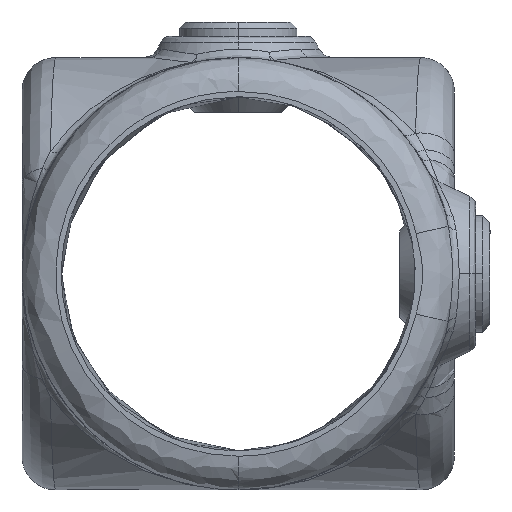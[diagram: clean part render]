
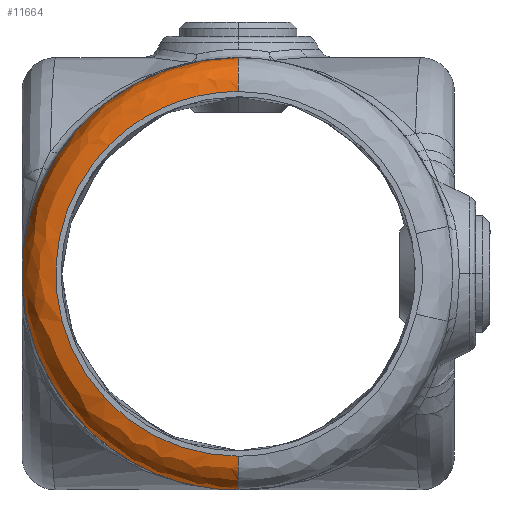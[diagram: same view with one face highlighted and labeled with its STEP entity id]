
A CAD part, left-side view. The second image highlights one B-rep face of the part: STEP entity #11664.
In plain terms, the highlighted free-form (B-spline) face has degree [3, 3] with [4, 4] control points.
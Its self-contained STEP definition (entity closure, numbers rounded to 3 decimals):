
#157 = CARTESIAN_POINT ( 'NONE',  ( -73.776, 60.653, 30.326 ) ) ;
#221 = VERTEX_POINT ( 'NONE', #309 ) ;
#309 = CARTESIAN_POINT ( 'NONE',  ( -79., 0., -25.6 ) ) ;
#478 = ORIENTED_EDGE ( 'NONE', *, *, #18886, .T. ) ;
#1557 = CARTESIAN_POINT ( 'NONE',  ( -77.005, 61.301, 30.65 ) ) ;
#2412 =( BOUNDED_CURVE ( )  B_SPLINE_CURVE ( 3, ( #19201, #19395, #11705, #4129 ),
 .UNSPECIFIED., .F., .F. ) 
 B_SPLINE_CURVE_WITH_KNOTS ( ( 4, 4 ),
 ( 0., 1.571 ),
 .UNSPECIFIED. ) 
 CURVE ( )  GEOMETRIC_REPRESENTATION_ITEM ( )  RATIONAL_B_SPLINE_CURVE ( ( 0.957, 0.77, 0.77, 0.957 ) ) 
 REPRESENTATION_ITEM ( '' )  );
#3227 = CARTESIAN_POINT ( 'NONE',  ( -79.3, 0., -28.355 ) ) ;
#3685 = VERTEX_POINT ( 'NONE', #10051 ) ;
#3729 = CARTESIAN_POINT ( 'NONE',  ( -74.25, 60.7, 30.35 ) ) ;
#3953 = CARTESIAN_POINT ( 'NONE',  ( -79., 0., -28.382 ) ) ;
#4083 = CARTESIAN_POINT ( 'NONE',  ( -74.25, 0., -30.35 ) ) ;
#4096 = EDGE_CURVE ( 'NONE', #221, #16298, #18462, .T. ) ;
#4129 = CARTESIAN_POINT ( 'NONE',  ( -79., 0., 25.6 ) ) ;
#5492 =( BOUNDED_SURFACE ( )  B_SPLINE_SURFACE ( 3, 3, ( 
 ( #9313, #15567, #157, #10870 ),
 ( #15497, #14097, #1557, #7642 ),
 ( #3227, #12275, #17033, #18565 ),
 ( #10939, #12887, #18771, #11210 ) ),
 .UNSPECIFIED., .F., .F., .T. ) 
 B_SPLINE_SURFACE_WITH_KNOTS ( ( 4, 4 ),
 ( 4, 4 ),
 ( 0., 1. ),
 ( 0., 1. ),
 .UNSPECIFIED. ) 
 GEOMETRIC_REPRESENTATION_ITEM ( )  RATIONAL_B_SPLINE_SURFACE ( (
 ( 1., 0.333, 0.333, 1.),
 ( 0.755, 0.252, 0.252, 0.755),
 ( 0.755, 0.252, 0.252, 0.755),
 ( 1., 0.333, 0.333, 1.) ) ) 
 REPRESENTATION_ITEM ( '' )  SURFACE ( )  );
#6060 = CARTESIAN_POINT ( 'NONE',  ( -79., 51.2, 25.6 ) ) ;
#7642 = CARTESIAN_POINT ( 'NONE',  ( -77.005, 0., 30.65 ) ) ;
#8448 = CARTESIAN_POINT ( 'NONE',  ( -74.25, 0., 30.35 ) ) ;
#8562 = FACE_OUTER_BOUND ( 'NONE', #10475, .T. ) ;
#8868 = CARTESIAN_POINT ( 'NONE',  ( -74.25, 0., -30.35 ) ) ;
#9313 = CARTESIAN_POINT ( 'NONE',  ( -73.776, 0., -30.326 ) ) ;
#9922 =( BOUNDED_CURVE ( )  B_SPLINE_CURVE ( 3, ( #14743, #3953, #13135, #4083 ),
 .UNSPECIFIED., .F., .F. ) 
 B_SPLINE_CURVE_WITH_KNOTS ( ( 4, 4 ),
 ( 0., 1.571 ),
 .UNSPECIFIED. ) 
 CURVE ( )  GEOMETRIC_REPRESENTATION_ITEM ( )  RATIONAL_B_SPLINE_CURVE ( ( 0.957, 0.77, 0.77, 0.957 ) ) 
 REPRESENTATION_ITEM ( '' )  );
#10003 = CARTESIAN_POINT ( 'NONE',  ( -74.25, 0., -30.35 ) ) ;
#10051 = CARTESIAN_POINT ( 'NONE',  ( -74.25, 0., 30.35 ) ) ;
#10475 = EDGE_LOOP ( 'NONE', ( #478, #18833, #17518, #13584 ) ) ;
#10725 = EDGE_CURVE ( 'NONE', #221, #14096, #9922, .T. ) ;
#10870 = CARTESIAN_POINT ( 'NONE',  ( -73.776, 0., 30.326 ) ) ;
#10939 = CARTESIAN_POINT ( 'NONE',  ( -78.976, 0., -25.126 ) ) ;
#11210 = CARTESIAN_POINT ( 'NONE',  ( -78.976, 0., 25.126 ) ) ;
#11291 = CARTESIAN_POINT ( 'NONE',  ( -74.25, 60.7, -30.35 ) ) ;
#11664 = ADVANCED_FACE ( 'NONE', ( #8562 ), #5492, .T. ) ;
#11705 = CARTESIAN_POINT ( 'NONE',  ( -79., 0., 28.382 ) ) ;
#12275 = CARTESIAN_POINT ( 'NONE',  ( -79.3, 56.711, -28.355 ) ) ;
#12887 = CARTESIAN_POINT ( 'NONE',  ( -78.976, 50.252, -25.126 ) ) ;
#13135 = CARTESIAN_POINT ( 'NONE',  ( -77.032, 0., -30.35 ) ) ;
#13584 = ORIENTED_EDGE ( 'NONE', *, *, #18645, .F. ) ;
#14096 = VERTEX_POINT ( 'NONE', #8868 ) ;
#14097 = CARTESIAN_POINT ( 'NONE',  ( -77.005, 61.301, -30.65 ) ) ;
#14743 = CARTESIAN_POINT ( 'NONE',  ( -79., 0., -25.6 ) ) ;
#15256 = CARTESIAN_POINT ( 'NONE',  ( -79., 51.2, -25.6 ) ) ;
#15497 = CARTESIAN_POINT ( 'NONE',  ( -77.005, 0., -30.65 ) ) ;
#15567 = CARTESIAN_POINT ( 'NONE',  ( -73.776, 60.653, -30.326 ) ) ;
#16298 = VERTEX_POINT ( 'NONE', #19224 ) ;
#16804 = CARTESIAN_POINT ( 'NONE',  ( -79., 0., 25.6 ) ) ;
#16912 =( BOUNDED_CURVE ( )  B_SPLINE_CURVE ( 3, ( #8448, #3729, #11291, #10003 ),
 .UNSPECIFIED., .F., .F. ) 
 B_SPLINE_CURVE_WITH_KNOTS ( ( 4, 4 ),
 ( 0., 3.142 ),
 .UNSPECIFIED. ) 
 CURVE ( )  GEOMETRIC_REPRESENTATION_ITEM ( )  RATIONAL_B_SPLINE_CURVE ( ( 0.957, 0.319, 0.319, 0.957 ) ) 
 REPRESENTATION_ITEM ( '' )  );
#16997 = CARTESIAN_POINT ( 'NONE',  ( -79., 0., -25.6 ) ) ;
#17033 = CARTESIAN_POINT ( 'NONE',  ( -79.3, 56.711, 28.355 ) ) ;
#17518 = ORIENTED_EDGE ( 'NONE', *, *, #4096, .T. ) ;
#18462 =( BOUNDED_CURVE ( )  B_SPLINE_CURVE ( 3, ( #16997, #15256, #6060, #16804 ),
 .UNSPECIFIED., .F., .F. ) 
 B_SPLINE_CURVE_WITH_KNOTS ( ( 4, 4 ),
 ( 0., 3.142 ),
 .UNSPECIFIED. ) 
 CURVE ( )  GEOMETRIC_REPRESENTATION_ITEM ( )  RATIONAL_B_SPLINE_CURVE ( ( 0.957, 0.319, 0.319, 0.957 ) ) 
 REPRESENTATION_ITEM ( '' )  );
#18565 = CARTESIAN_POINT ( 'NONE',  ( -79.3, 0., 28.355 ) ) ;
#18645 = EDGE_CURVE ( 'NONE', #3685, #16298, #2412, .T. ) ;
#18771 = CARTESIAN_POINT ( 'NONE',  ( -78.976, 50.252, 25.126 ) ) ;
#18833 = ORIENTED_EDGE ( 'NONE', *, *, #10725, .F. ) ;
#18886 = EDGE_CURVE ( 'NONE', #3685, #14096, #16912, .T. ) ;
#19201 = CARTESIAN_POINT ( 'NONE',  ( -74.25, 0., 30.35 ) ) ;
#19224 = CARTESIAN_POINT ( 'NONE',  ( -79., 0., 25.6 ) ) ;
#19395 = CARTESIAN_POINT ( 'NONE',  ( -77.032, 0., 30.35 ) ) ;
